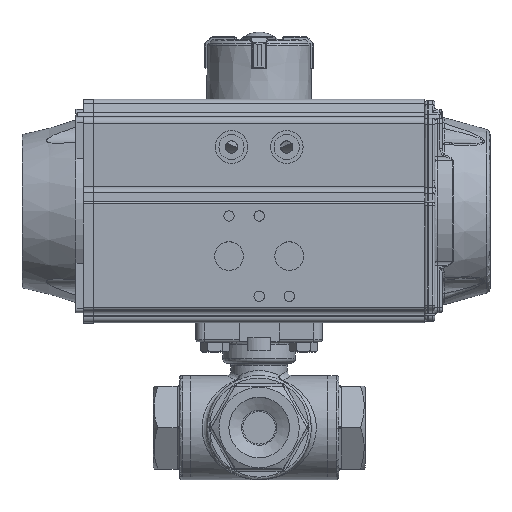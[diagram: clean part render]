
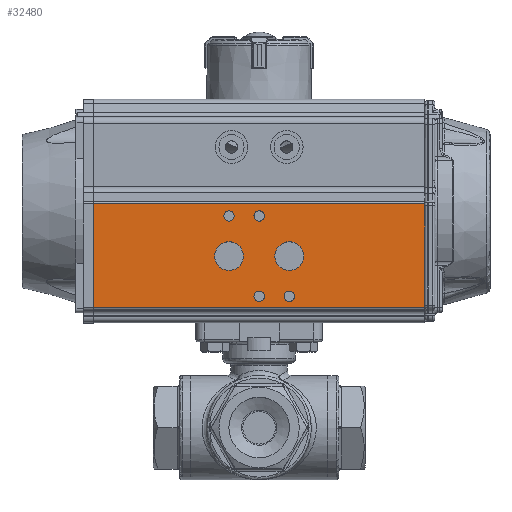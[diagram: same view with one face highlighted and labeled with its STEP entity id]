
A CAD part, top view. The second image highlights one B-rep face of the part: STEP entity #32480.
In plain terms, the highlighted face is planar.
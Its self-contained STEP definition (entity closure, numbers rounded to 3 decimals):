
#2224=CIRCLE('',#35644,5.723);
#2226=CIRCLE('',#35647,5.723);
#2228=CIRCLE('',#35650,2.067);
#2230=CIRCLE('',#35653,2.067);
#2232=CIRCLE('',#35656,2.067);
#2234=CIRCLE('',#35659,2.067);
#2928=PLANE('',#35748);
#4734=LINE('',#81962,#6576);
#4756=LINE('',#82051,#6598);
#6576=VECTOR('',#43325,1000.);
#6598=VECTOR('',#43395,1000.);
#16312=ORIENTED_EDGE('',*,*,#20952,.F.);
#16313=ORIENTED_EDGE('',*,*,#21023,.T.);
#16314=ORIENTED_EDGE('',*,*,#20997,.T.);
#16315=ORIENTED_EDGE('',*,*,#20927,.T.);
#16316=ORIENTED_EDGE('',*,*,#20928,.T.);
#16317=ORIENTED_EDGE('',*,*,#20930,.T.);
#16318=ORIENTED_EDGE('',*,*,#20932,.T.);
#16319=ORIENTED_EDGE('',*,*,#20934,.T.);
#16320=ORIENTED_EDGE('',*,*,#20936,.T.);
#16321=ORIENTED_EDGE('',*,*,#20938,.T.);
#20927=EDGE_CURVE('',#24045,#24048,#25379,.T.);
#20928=EDGE_CURVE('',#24049,#24049,#2224,.F.);
#20930=EDGE_CURVE('',#24051,#24051,#2226,.F.);
#20932=EDGE_CURVE('',#24053,#24053,#2228,.F.);
#20934=EDGE_CURVE('',#24055,#24055,#2230,.F.);
#20936=EDGE_CURVE('',#24057,#24057,#2232,.F.);
#20938=EDGE_CURVE('',#24059,#24059,#2234,.F.);
#20952=EDGE_CURVE('',#24087,#24048,#4734,.T.);
#20997=EDGE_CURVE('',#24131,#24045,#4756,.T.);
#21023=EDGE_CURVE('',#24087,#24131,#25383,.T.);
#24045=VERTEX_POINT('',#81855);
#24048=VERTEX_POINT('',#81860);
#24049=VERTEX_POINT('',#81867);
#24051=VERTEX_POINT('',#81872);
#24053=VERTEX_POINT('',#81877);
#24055=VERTEX_POINT('',#81882);
#24057=VERTEX_POINT('',#81887);
#24059=VERTEX_POINT('',#81892);
#24087=VERTEX_POINT('',#81961);
#24131=VERTEX_POINT('',#82052);
#25379=B_SPLINE_CURVE_WITH_KNOTS('',3,(#81861,#81862,#81863,#81864),
 .UNSPECIFIED.,.F.,.F.,(4,4),(0.,1.),.UNSPECIFIED.);
#25383=B_SPLINE_CURVE_WITH_KNOTS('',3,(#82113,#82114,#82115,#82116),
 .UNSPECIFIED.,.F.,.F.,(4,4),(0.,1.),
 .UNSPECIFIED.);
#27782=EDGE_LOOP('',(#16312,#16313,#16314,#16315));
#27783=EDGE_LOOP('',(#16316));
#27784=EDGE_LOOP('',(#16317));
#27785=EDGE_LOOP('',(#16318));
#27786=EDGE_LOOP('',(#16319));
#27787=EDGE_LOOP('',(#16320));
#27788=EDGE_LOOP('',(#16321));
#30244=FACE_BOUND('',#27782,.T.);
#30245=FACE_BOUND('',#27783,.T.);
#30246=FACE_BOUND('',#27784,.T.);
#30247=FACE_BOUND('',#27785,.T.);
#30248=FACE_BOUND('',#27786,.T.);
#30249=FACE_BOUND('',#27787,.T.);
#30250=FACE_BOUND('',#27788,.T.);
#32480=ADVANCED_FACE('',(#30244,#30245,#30246,#30247,#30248,#30249,#30250),
#2928,.T.);
#35644=AXIS2_PLACEMENT_3D('',#81866,#43213,#43214);
#35647=AXIS2_PLACEMENT_3D('',#81871,#43219,#43220);
#35650=AXIS2_PLACEMENT_3D('',#81876,#43225,#43226);
#35653=AXIS2_PLACEMENT_3D('',#81881,#43231,#43232);
#35656=AXIS2_PLACEMENT_3D('',#81886,#43237,#43238);
#35659=AXIS2_PLACEMENT_3D('',#81891,#43243,#43244);
#35748=AXIS2_PLACEMENT_3D('',#82112,#43466,#43467);
#43213=DIRECTION('',(1.,0.,0.));
#43214=DIRECTION('',(0.,0.,-1.));
#43219=DIRECTION('',(1.,0.,0.));
#43220=DIRECTION('',(0.,0.,-1.));
#43225=DIRECTION('',(1.,0.,0.));
#43226=DIRECTION('',(0.,0.,-1.));
#43231=DIRECTION('',(1.,0.,0.));
#43232=DIRECTION('',(0.,0.,-1.));
#43237=DIRECTION('',(1.,0.,0.));
#43238=DIRECTION('',(0.,0.,-1.));
#43243=DIRECTION('',(1.,0.,0.));
#43244=DIRECTION('',(0.,0.,-1.));
#43325=DIRECTION('',(0.,1.,0.));
#43395=DIRECTION('',(0.,1.,0.));
#43466=DIRECTION('',(1.,0.,0.));
#43467=DIRECTION('',(0.,1.,0.));
#81855=CARTESIAN_POINT('',(47.,2.864,0.));
#81860=CARTESIAN_POINT('',(47.,2.864,132.));
#81861=CARTESIAN_POINT('',(47.,2.864,0.));
#81862=CARTESIAN_POINT('',(47.,2.864,44.));
#81863=CARTESIAN_POINT('',(47.,2.864,88.));
#81864=CARTESIAN_POINT('',(47.,2.864,132.));
#81866=CARTESIAN_POINT('',(47.,-17.971,54.));
#81867=CARTESIAN_POINT('',(47.,-17.971,48.278));
#81871=CARTESIAN_POINT('',(47.,-17.971,78.));
#81872=CARTESIAN_POINT('',(47.,-17.971,72.278));
#81876=CARTESIAN_POINT('',(47.,-33.971,54.));
#81877=CARTESIAN_POINT('',(47.,-33.971,51.933));
#81881=CARTESIAN_POINT('',(47.,-1.971,78.));
#81882=CARTESIAN_POINT('',(47.,-1.971,75.933));
#81886=CARTESIAN_POINT('',(47.,-1.971,66.));
#81887=CARTESIAN_POINT('',(47.,-1.971,63.933));
#81891=CARTESIAN_POINT('',(47.,-33.971,66.));
#81892=CARTESIAN_POINT('',(47.,-33.971,63.933));
#81961=CARTESIAN_POINT('',(47.,-38.493,132.));
#81962=CARTESIAN_POINT('',(47.,-2.42,132.));
#82051=CARTESIAN_POINT('',(47.,-38.493,0.));
#82052=CARTESIAN_POINT('',(47.,-38.493,0.));
#82112=CARTESIAN_POINT('',(47.,-38.493,0.));
#82113=CARTESIAN_POINT('',(47.,-38.493,132.));
#82114=CARTESIAN_POINT('',(47.,-38.493,88.));
#82115=CARTESIAN_POINT('',(47.,-38.493,44.));
#82116=CARTESIAN_POINT('',(47.,-38.493,0.));
